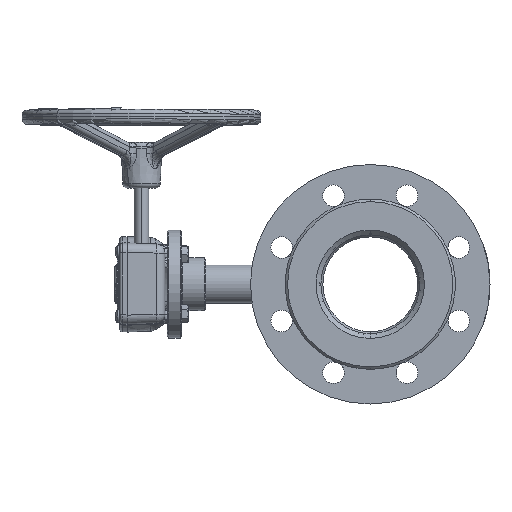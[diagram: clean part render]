
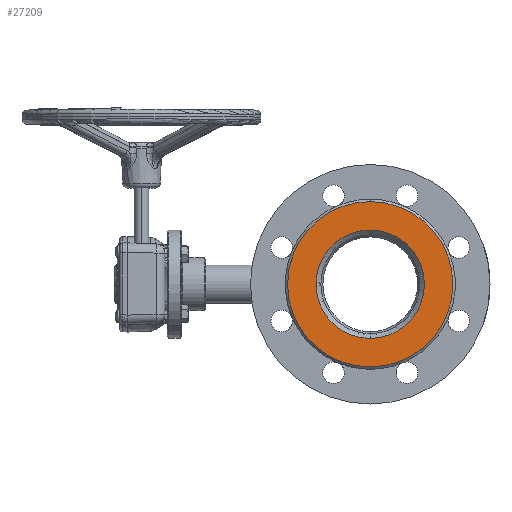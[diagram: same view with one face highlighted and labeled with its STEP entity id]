
A CAD part, left-side view. The second image highlights one B-rep face of the part: STEP entity #27209.
In plain terms, the highlighted planar face has unit normal (-1, 0, 0).
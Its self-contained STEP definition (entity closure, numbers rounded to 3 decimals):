
#7 = VERTEX_POINT ( 'NONE', #19573 ) ;
#120 = EDGE_CURVE ( 'NONE', #7, #22487, #63164, .T. ) ;
#1766 = VERTEX_POINT ( 'NONE', #38269 ) ;
#3408 = CARTESIAN_POINT ( 'NONE',  ( -155., 71.142, -45.25 ) ) ;
#5124 = DIRECTION ( 'NONE',  ( 0., 0., -1. ) ) ;
#5177 = ORIENTED_EDGE ( 'NONE', *, *, #12542, .F. ) ;
#6100 = CARTESIAN_POINT ( 'NONE',  ( -155., 71.142, 0. ) ) ;
#9422 = CARTESIAN_POINT ( 'NONE',  ( -155., 71.142, 0. ) ) ;
#11574 = PLANE ( 'NONE',  #33347 ) ;
#12542 = EDGE_CURVE ( 'NONE', #1766, #56398, #31028, .T. ) ;
#16499 = CARTESIAN_POINT ( 'NONE',  ( -155., 25.892, 0. ) ) ;
#17114 = DIRECTION ( 'NONE',  ( 0., 0., 1. ) ) ;
#18636 = AXIS2_PLACEMENT_3D ( 'NONE', #6100, #50052, #5124 ) ;
#19573 = CARTESIAN_POINT ( 'NONE',  ( -155., 71.142, -69. ) ) ;
#20089 = DIRECTION ( 'NONE',  ( 0., 0., -1. ) ) ;
#21200 = EDGE_LOOP ( 'NONE', ( #42316, #48164 ) ) ;
#21718 = DIRECTION ( 'NONE',  ( 1., 0., 0. ) ) ;
#22487 = VERTEX_POINT ( 'NONE', #60012 ) ;
#23326 = AXIS2_PLACEMENT_3D ( 'NONE', #9422, #25135, #45118 ) ;
#25135 = DIRECTION ( 'NONE',  ( -1., 0., 0. ) ) ;
#26748 = EDGE_CURVE ( 'NONE', #56398, #1766, #37450, .T. ) ;
#27209 = ADVANCED_FACE ( 'NONE', ( #27300, #42029 ), #11574, .F. ) ;
#27300 = FACE_BOUND ( 'NONE', #58413, .T. ) ;
#29945 = CARTESIAN_POINT ( 'NONE',  ( -155., 71.142, 0. ) ) ;
#29965 = ORIENTED_EDGE ( 'NONE', *, *, #26748, .F. ) ;
#29967 = CARTESIAN_POINT ( 'NONE',  ( -155., 71.142, 0. ) ) ;
#31028 = CIRCLE ( 'NONE', #51992, 45.25 ) ;
#33202 = EDGE_CURVE ( 'NONE', #22487, #7, #56083, .T. ) ;
#33347 = AXIS2_PLACEMENT_3D ( 'NONE', #16499, #21718, #17114 ) ;
#35525 = DIRECTION ( 'NONE',  ( 0., 0., -1. ) ) ;
#37450 = CIRCLE ( 'NONE', #18636, 45.25 ) ;
#38269 = CARTESIAN_POINT ( 'NONE',  ( -155., 71.142, 45.25 ) ) ;
#40755 = DIRECTION ( 'NONE',  ( -1., 0., 0. ) ) ;
#42029 = FACE_OUTER_BOUND ( 'NONE', #21200, .T. ) ;
#42316 = ORIENTED_EDGE ( 'NONE', *, *, #33202, .T. ) ;
#45118 = DIRECTION ( 'NONE',  ( 0., 0., -1. ) ) ;
#47683 = AXIS2_PLACEMENT_3D ( 'NONE', #29967, #40755, #35525 ) ;
#48164 = ORIENTED_EDGE ( 'NONE', *, *, #120, .T. ) ;
#50052 = DIRECTION ( 'NONE',  ( -1., 0., 0. ) ) ;
#51992 = AXIS2_PLACEMENT_3D ( 'NONE', #29945, #63846, #20089 ) ;
#56083 = CIRCLE ( 'NONE', #47683, 69. ) ;
#56398 = VERTEX_POINT ( 'NONE', #3408 ) ;
#58413 = EDGE_LOOP ( 'NONE', ( #29965, #5177 ) ) ;
#60012 = CARTESIAN_POINT ( 'NONE',  ( -155., 71.142, 69. ) ) ;
#63164 = CIRCLE ( 'NONE', #23326, 69. ) ;
#63846 = DIRECTION ( 'NONE',  ( -1., 0., 0. ) ) ;
